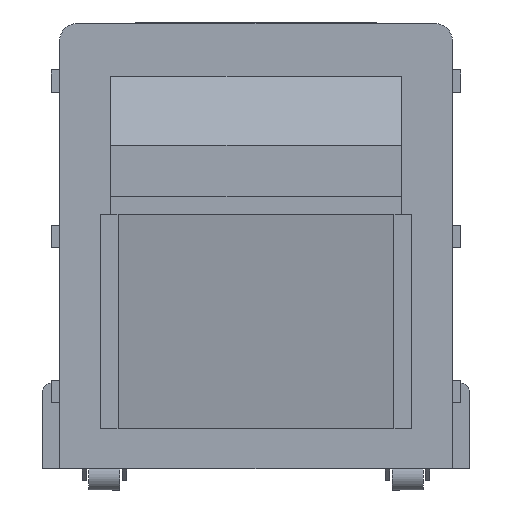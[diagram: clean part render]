
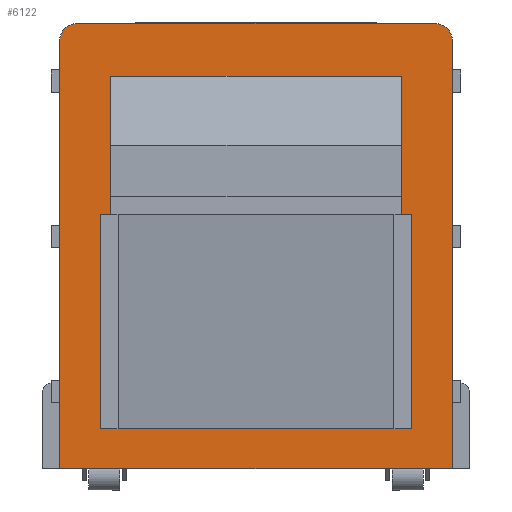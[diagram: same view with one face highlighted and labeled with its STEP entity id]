
A CAD part, front view. The second image highlights one B-rep face of the part: STEP entity #6122.
In plain terms, the highlighted planar face has unit normal (0, -1, 0).
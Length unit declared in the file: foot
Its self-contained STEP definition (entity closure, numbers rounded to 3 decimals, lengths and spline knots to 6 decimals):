
#19=CIRCLE('',#6461,0.325);
#21=CIRCLE('',#6464,0.325);
#56=FACE_BOUND('',#550,.T.);
#220=FACE_OUTER_BOUND('',#549,.T.);
#549=EDGE_LOOP('',(#4686,#4687,#4688,#4689,#4690,#4691));
#550=EDGE_LOOP('',(#4692,#4693,#4694,#4695));
#885=LINE('',#8513,#1738);
#907=LINE('',#8558,#1760);
#1122=LINE('',#8989,#1975);
#1127=LINE('',#8998,#1980);
#1137=LINE('',#9029,#1990);
#1138=LINE('',#9031,#1991);
#1139=LINE('',#9033,#1992);
#1140=LINE('',#9034,#1993);
#1738=VECTOR('',#6914,1.279528);
#1760=VECTOR('',#6950,1.279528);
#1975=VECTOR('',#7323,1.279528);
#1980=VECTOR('',#7334,1.279528);
#1990=VECTOR('',#7368,1.279528);
#1991=VECTOR('',#7369,1.279528);
#1992=VECTOR('',#7370,1.279528);
#1993=VECTOR('',#7371,1.279528);
#2540=VERTEX_POINT('',#8510);
#2541=VERTEX_POINT('',#8512);
#2556=VERTEX_POINT('',#8555);
#2557=VERTEX_POINT('',#8557);
#2697=VERTEX_POINT('',#9011);
#2698=VERTEX_POINT('',#9012);
#2701=VERTEX_POINT('',#9020);
#2702=VERTEX_POINT('',#9021);
#2705=VERTEX_POINT('',#9030);
#2706=VERTEX_POINT('',#9032);
#3165=EDGE_CURVE('',#2541,#2540,#885,.T.);
#3187=EDGE_CURVE('',#2557,#2556,#907,.T.);
#3402=EDGE_CURVE('',#2556,#2541,#1122,.T.);
#3407=EDGE_CURVE('',#2540,#2557,#1127,.T.);
#3413=EDGE_CURVE('',#2697,#2698,#19,.T.);
#3417=EDGE_CURVE('',#2701,#2702,#21,.T.);
#3421=EDGE_CURVE('',#2697,#2702,#1137,.T.);
#3422=EDGE_CURVE('',#2701,#2705,#1138,.T.);
#3423=EDGE_CURVE('',#2705,#2706,#1139,.T.);
#3424=EDGE_CURVE('',#2706,#2698,#1140,.T.);
#4686=ORIENTED_EDGE('',*,*,#3413,.F.);
#4687=ORIENTED_EDGE('',*,*,#3421,.T.);
#4688=ORIENTED_EDGE('',*,*,#3417,.F.);
#4689=ORIENTED_EDGE('',*,*,#3422,.T.);
#4690=ORIENTED_EDGE('',*,*,#3423,.T.);
#4691=ORIENTED_EDGE('',*,*,#3424,.T.);
#4692=ORIENTED_EDGE('',*,*,#3402,.T.);
#4693=ORIENTED_EDGE('',*,*,#3165,.T.);
#4694=ORIENTED_EDGE('',*,*,#3407,.T.);
#4695=ORIENTED_EDGE('',*,*,#3187,.T.);
#5806=PLANE('',#6466);
#6122=ADVANCED_FACE('',(#220,#56),#5806,.T.);
#6461=AXIS2_PLACEMENT_3D('',#9013,#7352,#7353);
#6464=AXIS2_PLACEMENT_3D('',#9022,#7360,#7361);
#6466=AXIS2_PLACEMENT_3D('',#9028,#7366,#7367);
#6914=DIRECTION('',(0.,0.,-1.));
#6950=DIRECTION('',(0.,0.,1.));
#7323=DIRECTION('',(1.,0.,0.));
#7334=DIRECTION('',(-1.,0.,0.));
#7352=DIRECTION('center_axis',(0.,1.,0.));
#7353=DIRECTION('ref_axis',(0.707,0.,0.707));
#7360=DIRECTION('center_axis',(0.,1.,0.));
#7361=DIRECTION('ref_axis',(-0.707,0.,0.707));
#7366=DIRECTION('center_axis',(0.,-1.,0.));
#7367=DIRECTION('ref_axis',(0.,0.,-1.));
#7368=DIRECTION('',(-1.,0.,0.));
#7369=DIRECTION('',(0.,0.,-1.));
#7370=DIRECTION('',(1.,0.,0.));
#7371=DIRECTION('',(0.,0.,1.));
#8510=CARTESIAN_POINT('',(2.6,-6.5,-3.25));
#8512=CARTESIAN_POINT('',(2.6,-6.5,0.792859));
#8513=CARTESIAN_POINT('',(2.6,-6.5,-0.5208));
#8555=CARTESIAN_POINT('',(-2.6,-6.5,0.792859));
#8557=CARTESIAN_POINT('',(-2.6,-6.5,-3.25));
#8558=CARTESIAN_POINT('',(-2.6,-6.5,-0.5208));
#8989=CARTESIAN_POINT('',(0.,-6.5,0.792859));
#8998=CARTESIAN_POINT('',(0.,-6.5,-3.25));
#9011=CARTESIAN_POINT('',(3.372875,-6.5,4.383425));
#9012=CARTESIAN_POINT('',(3.697875,-6.5,4.058425));
#9013=CARTESIAN_POINT('Origin',(3.372875,-6.5,4.058425));
#9020=CARTESIAN_POINT('',(-3.697875,-6.5,4.058425));
#9021=CARTESIAN_POINT('',(-3.372875,-6.5,4.383425));
#9022=CARTESIAN_POINT('Origin',(-3.372875,-6.5,4.058425));
#9028=CARTESIAN_POINT('Origin',(0.,-6.5,0.186971));
#9029=CARTESIAN_POINT('',(-3.697875,-6.5,4.383425));
#9030=CARTESIAN_POINT('',(-3.697875,-6.5,-4.009483));
#9031=CARTESIAN_POINT('',(-3.697875,-6.5,-4.383425));
#9032=CARTESIAN_POINT('',(3.697875,-6.5,-4.009483));
#9033=CARTESIAN_POINT('',(4.248381,-6.5,-4.009483));
#9034=CARTESIAN_POINT('',(3.697875,-6.5,4.383425));
